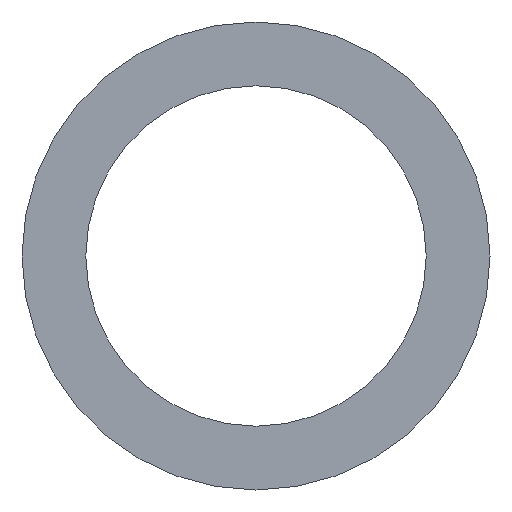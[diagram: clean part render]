
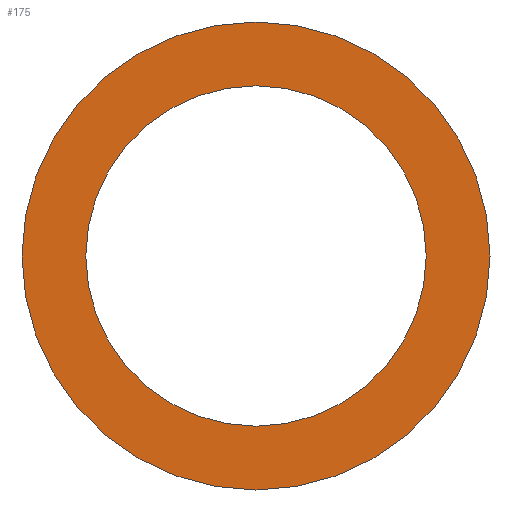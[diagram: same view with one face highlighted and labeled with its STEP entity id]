
A CAD part, left-side view. The second image highlights one B-rep face of the part: STEP entity #175.
In plain terms, the highlighted planar face has unit normal (-1, 0, 0).
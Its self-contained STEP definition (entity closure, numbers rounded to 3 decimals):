
#1 = DIRECTION ( 'NONE',  ( -1., 0., 0. ) ) ;
#11 = AXIS2_PLACEMENT_3D ( 'NONE', #268, #171, #392 ) ;
#34 = DIRECTION ( 'NONE',  ( 0., 0., 1. ) ) ;
#37 = VERTEX_POINT ( 'NONE', #86 ) ;
#40 = VERTEX_POINT ( 'NONE', #133 ) ;
#61 = CARTESIAN_POINT ( 'NONE',  ( -11.25, 0., 0. ) ) ;
#68 = CIRCLE ( 'NONE', #76, 24.75 ) ;
#76 = AXIS2_PLACEMENT_3D ( 'NONE', #150, #372, #334 ) ;
#82 = CIRCLE ( 'NONE', #379, 18. ) ;
#86 = CARTESIAN_POINT ( 'NONE',  ( -11.25, 0., -24.75 ) ) ;
#99 = PLANE ( 'NONE',  #11 ) ;
#103 = CARTESIAN_POINT ( 'NONE',  ( -11.25, 0., 18. ) ) ;
#104 = CIRCLE ( 'NONE', #206, 24.75 ) ;
#109 = EDGE_LOOP ( 'NONE', ( #258, #411 ) ) ;
#133 = CARTESIAN_POINT ( 'NONE',  ( -11.25, 0., -18. ) ) ;
#142 = DIRECTION ( 'NONE',  ( -1., 0., 0. ) ) ;
#150 = CARTESIAN_POINT ( 'NONE',  ( -11.25, 0., 0. ) ) ;
#168 = DIRECTION ( 'NONE',  ( -1., 0., 0. ) ) ;
#169 = EDGE_CURVE ( 'NONE', #37, #182, #104, .T. ) ;
#171 = DIRECTION ( 'NONE',  ( -1., 0., 0. ) ) ;
#175 = ADVANCED_FACE ( 'NONE', ( #424, #208 ), #99, .T. ) ;
#182 = VERTEX_POINT ( 'NONE', #266 ) ;
#183 = EDGE_CURVE ( 'NONE', #40, #378, #363, .T. ) ;
#206 = AXIS2_PLACEMENT_3D ( 'NONE', #61, #1, #397 ) ;
#208 = FACE_BOUND ( 'NONE', #248, .T. ) ;
#216 = ORIENTED_EDGE ( 'NONE', *, *, #183, .F. ) ;
#248 = EDGE_LOOP ( 'NONE', ( #286, #216 ) ) ;
#258 = ORIENTED_EDGE ( 'NONE', *, *, #311, .T. ) ;
#266 = CARTESIAN_POINT ( 'NONE',  ( -11.25, 0., 24.75 ) ) ;
#268 = CARTESIAN_POINT ( 'NONE',  ( -11.25, 18., 0. ) ) ;
#281 = CARTESIAN_POINT ( 'NONE',  ( -11.25, 0., 0. ) ) ;
#286 = ORIENTED_EDGE ( 'NONE', *, *, #335, .F. ) ;
#311 = EDGE_CURVE ( 'NONE', #182, #37, #68, .T. ) ;
#334 = DIRECTION ( 'NONE',  ( 0., 0., 1. ) ) ;
#335 = EDGE_CURVE ( 'NONE', #378, #40, #82, .T. ) ;
#336 = AXIS2_PLACEMENT_3D ( 'NONE', #429, #168, #425 ) ;
#363 = CIRCLE ( 'NONE', #336, 18. ) ;
#372 = DIRECTION ( 'NONE',  ( -1., 0., 0. ) ) ;
#378 = VERTEX_POINT ( 'NONE', #103 ) ;
#379 = AXIS2_PLACEMENT_3D ( 'NONE', #281, #142, #34 ) ;
#392 = DIRECTION ( 'NONE',  ( 0., 0., 1. ) ) ;
#397 = DIRECTION ( 'NONE',  ( 0., 0., 1. ) ) ;
#411 = ORIENTED_EDGE ( 'NONE', *, *, #169, .T. ) ;
#424 = FACE_OUTER_BOUND ( 'NONE', #109, .T. ) ;
#425 = DIRECTION ( 'NONE',  ( 0., 0., 1. ) ) ;
#429 = CARTESIAN_POINT ( 'NONE',  ( -11.25, 0., 0. ) ) ;
